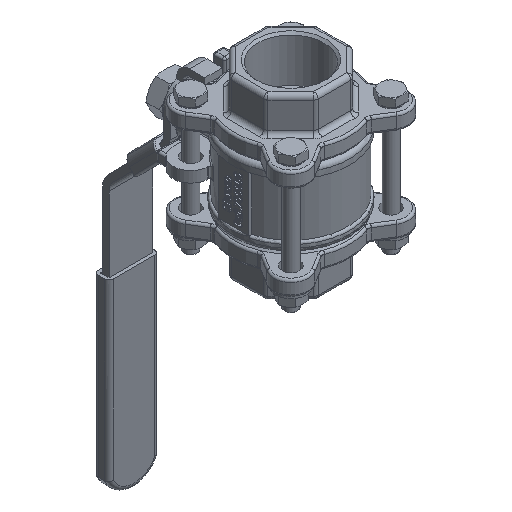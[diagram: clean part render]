
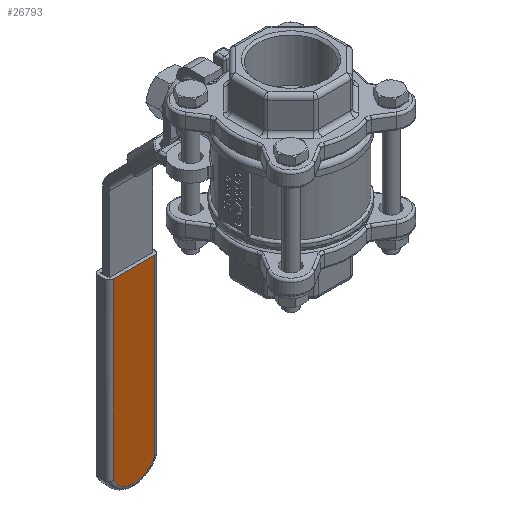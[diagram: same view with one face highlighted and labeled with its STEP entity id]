
A CAD part, isometric view. The second image highlights one B-rep face of the part: STEP entity #26793.
In plain terms, the highlighted planar face has unit normal (0, -1, 0).
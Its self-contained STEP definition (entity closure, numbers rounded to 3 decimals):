
#2427=LINE('',#41064,#4387);
#2428=LINE('',#41100,#4388);
#2430=LINE('',#41105,#4390);
#4387=VECTOR('',#31289,79.972);
#4388=VECTOR('',#31298,79.972);
#4390=VECTOR('',#31304,19.);
#6600=FACE_OUTER_BOUND('',#8237,.T.);
#8237=EDGE_LOOP('',(#18828,#18829,#18830,#18831));
#9582=CIRCLE('',#28333,10.5);
#11048=VERTEX_POINT('',#41061);
#11049=VERTEX_POINT('',#41063);
#11051=VERTEX_POINT('',#41082);
#11052=VERTEX_POINT('',#41099);
#13874=EDGE_CURVE('',#11048,#11049,#2427,.T.);
#13877=EDGE_CURVE('',#11049,#11051,#9582,.T.);
#13879=EDGE_CURVE('',#11051,#11052,#2428,.T.);
#13882=EDGE_CURVE('',#11052,#11048,#2430,.T.);
#18828=ORIENTED_EDGE('',*,*,#13879,.F.);
#18829=ORIENTED_EDGE('',*,*,#13877,.F.);
#18830=ORIENTED_EDGE('',*,*,#13874,.F.);
#18831=ORIENTED_EDGE('',*,*,#13882,.F.);
#24378=PLANE('',#28336);
#26793=ADVANCED_FACE('',(#6600),#24378,.F.);
#28333=AXIS2_PLACEMENT_3D('',#41083,#31294,#31295);
#28336=AXIS2_PLACEMENT_3D('',#41104,#31302,#31303);
#31289=DIRECTION('',(0.,0.,-1.));
#31294=DIRECTION('center_axis',(0.,1.,0.));
#31295=DIRECTION('ref_axis',(0.,0.,
-1.));
#31298=DIRECTION('',(0.,0.,1.));
#31302=DIRECTION('center_axis',(0.,1.,0.));
#31303=DIRECTION('ref_axis',(0.,0.,-1.));
#31304=DIRECTION('',(1.,0.,0.));
#41061=CARTESIAN_POINT('',(9.5,72.,-77.482));
#41063=CARTESIAN_POINT('',(9.5,72.,-157.454));
#41064=CARTESIAN_POINT('',(9.5,72.,-97.738));
#41082=CARTESIAN_POINT('',(-9.5,72.,-157.454));
#41083=CARTESIAN_POINT('Origin',(0.,72.,
-152.982));
#41099=CARTESIAN_POINT('',(-9.5,72.,-77.482));
#41100=CARTESIAN_POINT('',(-9.5,72.,-137.937));
#41104=CARTESIAN_POINT('Origin',(0.,72.,
-117.993));
#41105=CARTESIAN_POINT('',(-11.5,72.,-77.482));
